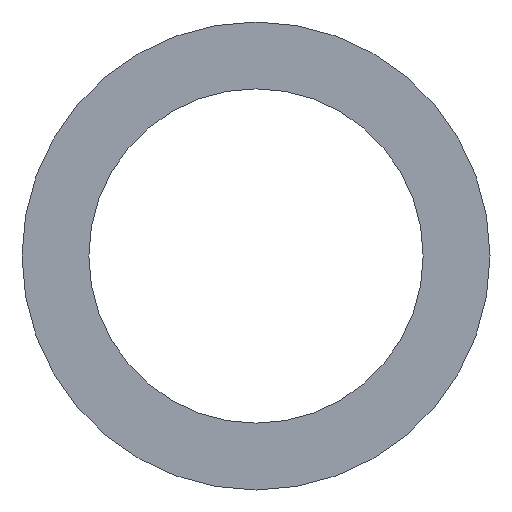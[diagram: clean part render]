
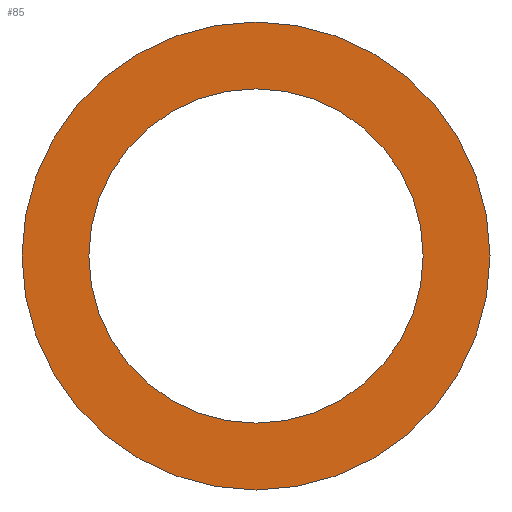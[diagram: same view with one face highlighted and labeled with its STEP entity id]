
A CAD part, front view. The second image highlights one B-rep face of the part: STEP entity #85.
In plain terms, the highlighted planar face has unit normal (0, -1, 0).
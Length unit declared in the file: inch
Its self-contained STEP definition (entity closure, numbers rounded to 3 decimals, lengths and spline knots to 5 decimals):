
#4 = CARTESIAN_POINT ( 'NONE',  ( 0., 0., 0. ) ) ;
#6 = CIRCLE ( 'NONE', #102, 1. ) ;
#9 = DIRECTION ( 'NONE',  ( 0., 1., 0. ) ) ;
#10 = AXIS2_PLACEMENT_3D ( 'NONE', #4, #166, #167 ) ;
#15 = VERTEX_POINT ( 'NONE', #191 ) ;
#22 = CARTESIAN_POINT ( 'NONE',  ( 0., 0., 0. ) ) ;
#28 = ORIENTED_EDGE ( 'NONE', *, *, #81, .T. ) ;
#44 = ORIENTED_EDGE ( 'NONE', *, *, #158, .F. ) ;
#68 = DIRECTION ( 'NONE',  ( 0., 0., 1. ) ) ;
#69 = EDGE_CURVE ( 'NONE', #127, #15, #6, .T. ) ;
#76 = AXIS2_PLACEMENT_3D ( 'NONE', #132, #197, #163 ) ;
#81 = EDGE_CURVE ( 'NONE', #15, #127, #174, .T. ) ;
#82 = EDGE_LOOP ( 'NONE', ( #28, #93 ) ) ;
#85 = ADVANCED_FACE ( 'NONE', ( #181, #86 ), #151, .F. ) ;
#86 = FACE_BOUND ( 'NONE', #82, .T. ) ;
#87 = CARTESIAN_POINT ( 'NONE',  ( 0., 0., -1.4 ) ) ;
#92 = EDGE_CURVE ( 'NONE', #184, #144, #154, .T. ) ;
#93 = ORIENTED_EDGE ( 'NONE', *, *, #69, .T. ) ;
#94 = ORIENTED_EDGE ( 'NONE', *, *, #92, .F. ) ;
#102 = AXIS2_PLACEMENT_3D ( 'NONE', #118, #9, #150 ) ;
#109 = CIRCLE ( 'NONE', #178, 1.4 ) ;
#116 = CARTESIAN_POINT ( 'NONE',  ( 0., 0., 0. ) ) ;
#118 = CARTESIAN_POINT ( 'NONE',  ( 0., 0., 0. ) ) ;
#126 = EDGE_LOOP ( 'NONE', ( #44, #94 ) ) ;
#127 = VERTEX_POINT ( 'NONE', #183 ) ;
#132 = CARTESIAN_POINT ( 'NONE',  ( 0., 0., 0. ) ) ;
#142 = AXIS2_PLACEMENT_3D ( 'NONE', #22, #168, #68 ) ;
#144 = VERTEX_POINT ( 'NONE', #87 ) ;
#150 = DIRECTION ( 'NONE',  ( 0., 0., 1. ) ) ;
#151 = PLANE ( 'NONE',  #142 ) ;
#154 = CIRCLE ( 'NONE', #76, 1.4 ) ;
#158 = EDGE_CURVE ( 'NONE', #144, #184, #109, .T. ) ;
#163 = DIRECTION ( 'NONE',  ( 0., 0., 1. ) ) ;
#166 = DIRECTION ( 'NONE',  ( 0., 1., 0. ) ) ;
#167 = DIRECTION ( 'NONE',  ( 0., 0., 1. ) ) ;
#168 = DIRECTION ( 'NONE',  ( 0., 1., 0. ) ) ;
#174 = CIRCLE ( 'NONE', #10, 1. ) ;
#178 = AXIS2_PLACEMENT_3D ( 'NONE', #116, #182, #200 ) ;
#181 = FACE_OUTER_BOUND ( 'NONE', #126, .T. ) ;
#182 = DIRECTION ( 'NONE',  ( 0., 1., 0. ) ) ;
#183 = CARTESIAN_POINT ( 'NONE',  ( 0., 0., 1. ) ) ;
#184 = VERTEX_POINT ( 'NONE', #201 ) ;
#191 = CARTESIAN_POINT ( 'NONE',  ( 0., 0., -1. ) ) ;
#197 = DIRECTION ( 'NONE',  ( 0., 1., 0. ) ) ;
#200 = DIRECTION ( 'NONE',  ( 0., 0., 1. ) ) ;
#201 = CARTESIAN_POINT ( 'NONE',  ( 0., 0., 1.4 ) ) ;
